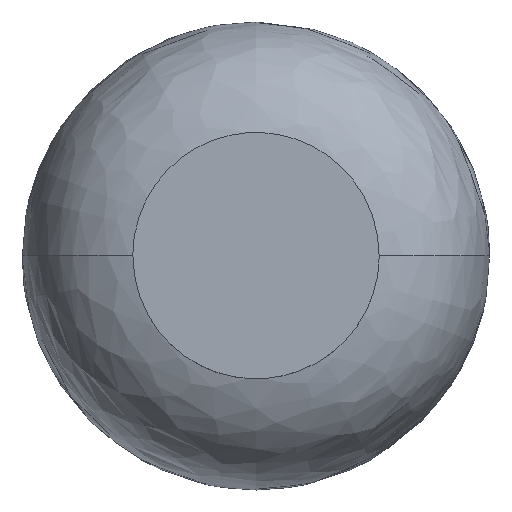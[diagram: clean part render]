
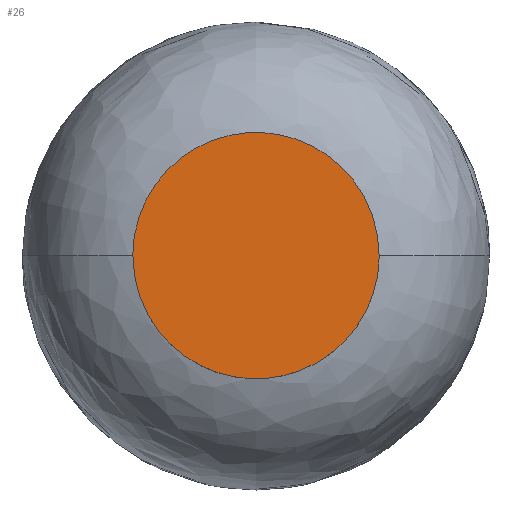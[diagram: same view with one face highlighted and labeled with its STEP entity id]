
A CAD part, top view. The second image highlights one B-rep face of the part: STEP entity #26.
In plain terms, the highlighted planar face has unit normal (0, 0, 1).
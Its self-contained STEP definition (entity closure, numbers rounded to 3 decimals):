
#26=ADVANCED_FACE('',(#32),#95,.T.);
#32=FACE_OUTER_BOUND('',#38,.T.);
#38=EDGE_LOOP('',(#48,#49));
#48=ORIENTED_EDGE('',*,*,#64,.T.);
#49=ORIENTED_EDGE('',*,*,#67,.T.);
#64=EDGE_CURVE('',#87,#89,#76,.T.);
#67=EDGE_CURVE('',#89,#87,#79,.T.);
#76=(
BOUNDED_CURVE()
B_SPLINE_CURVE(2,(#221,#222,#223,#224,#225),.UNSPECIFIED.,.F.,.F.)
B_SPLINE_CURVE_WITH_KNOTS((3,2,3),(0.,78.54,157.08),
 .UNSPECIFIED.)
CURVE()
GEOMETRIC_REPRESENTATION_ITEM()
RATIONAL_B_SPLINE_CURVE((1.,0.707,1.,0.707,1.))
REPRESENTATION_ITEM('')
);
#79=(
BOUNDED_CURVE()
B_SPLINE_CURVE(2,(#233,#234,#235,#236,#237),.UNSPECIFIED.,.F.,.F.)
B_SPLINE_CURVE_WITH_KNOTS((3,2,3),(157.08,235.619,314.159),
 .UNSPECIFIED.)
CURVE()
GEOMETRIC_REPRESENTATION_ITEM()
RATIONAL_B_SPLINE_CURVE((1.,0.707,1.,0.707,1.))
REPRESENTATION_ITEM('')
);
#87=VERTEX_POINT('',#211);
#89=VERTEX_POINT('',#213);
#95=PLANE('',#188);
#188=AXIS2_PLACEMENT_3D('',#208,#197,$);
#197=DIRECTION('',(0.,0.,1.));
#208=CARTESIAN_POINT('',(-1894.293,-62.5,3044.832));
#211=CARTESIAN_POINT('',(-1781.793,0.,3044.832));
#213=CARTESIAN_POINT('',(-1881.793,0.,3044.832));
#221=CARTESIAN_POINT('',(-1781.793,0.,3044.832));
#222=CARTESIAN_POINT('',(-1781.793,50.,3044.832));
#223=CARTESIAN_POINT('',(-1831.793,50.,3044.832));
#224=CARTESIAN_POINT('',(-1881.793,50.,3044.832));
#225=CARTESIAN_POINT('',(-1881.793,0.,3044.832));
#233=CARTESIAN_POINT('',(-1881.793,0.,3044.832));
#234=CARTESIAN_POINT('',(-1881.793,-50.,3044.832));
#235=CARTESIAN_POINT('',(-1831.793,-50.,3044.832));
#236=CARTESIAN_POINT('',(-1781.793,-50.,3044.832));
#237=CARTESIAN_POINT('',(-1781.793,0.,3044.832));
